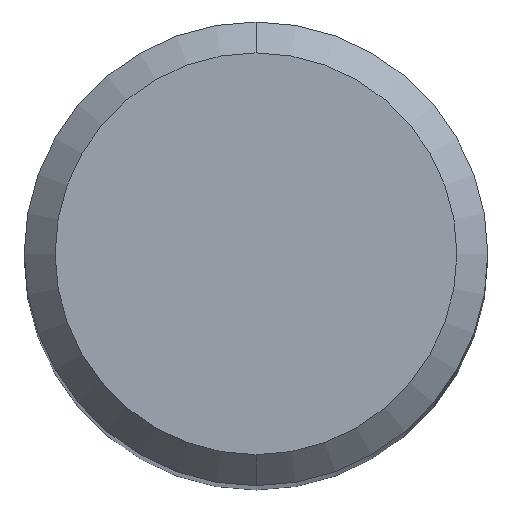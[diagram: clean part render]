
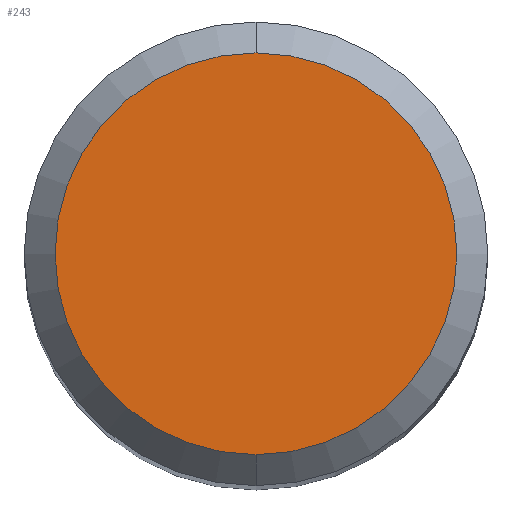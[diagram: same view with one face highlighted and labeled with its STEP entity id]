
A CAD part, top view. The second image highlights one B-rep face of the part: STEP entity #243.
In plain terms, the highlighted planar face has unit normal (0, 0, 1).
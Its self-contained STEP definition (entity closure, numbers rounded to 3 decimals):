
#227=VERTEX_POINT('',#524);
#243=ADVANCED_FACE('',(#544),#545,.T.);
#387=EDGE_CURVE('',#417,#227,#702,.T.);
#393=EDGE_CURVE('',#227,#417,#709,.T.);
#417=VERTEX_POINT('',#734);
#524=CARTESIAN_POINT('',(0.0,2.6,0.0));
#544=FACE_OUTER_BOUND('',#966,.T.);
#545=PLANE('',#967);
#702=CIRCLE('',#1275,2.6);
#709=CIRCLE('',#1289,2.6);
#734=CARTESIAN_POINT('',(0.,-2.6,0.0));
#966=EDGE_LOOP('',(#1479,#1480));
#967=AXIS2_PLACEMENT_3D('',#1481,#1482,#1483);
#1275=AXIS2_PLACEMENT_3D('',#1660,#1661,#1662);
#1289=AXIS2_PLACEMENT_3D('',#1671,#1672,#1673);
#1479=ORIENTED_EDGE('',*,*,#393,.F.);
#1480=ORIENTED_EDGE('',*,*,#387,.F.);
#1481=CARTESIAN_POINT('',(0.0,1.3,0.0));
#1482=DIRECTION('',(-0.0,0.0,1.0));
#1483=DIRECTION('',(0.0,-1.0,0.0));
#1660=CARTESIAN_POINT('',(0.0,0.0,0.0));
#1661=DIRECTION('',(0.0,0.0,-1.0));
#1662=DIRECTION('',(0.0,1.0,0.0));
#1671=CARTESIAN_POINT('',(0.0,0.0,0.0));
#1672=DIRECTION('',(0.0,0.0,-1.0));
#1673=DIRECTION('',(0.0,1.0,0.0));
